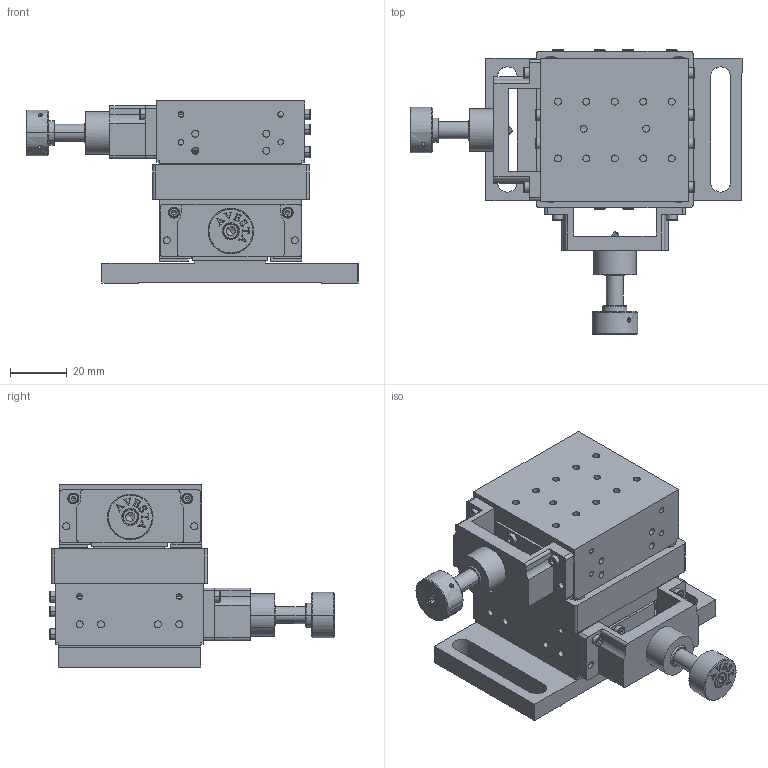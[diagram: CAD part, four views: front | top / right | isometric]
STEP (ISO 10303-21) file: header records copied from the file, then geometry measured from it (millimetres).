
FILE_DESCRIPTION(/* description */ (''),/* implementation_level */ '2;1');
FILE_NAME(/* name */ '02-2TS~2',/* time_stamp */ '2021-12-15T13:44:46+03:00',/* author */ (''),/* organization */ (''),/* preprocessor_version */ 'ST-DEVELOPER v15',/* originating_system */ '',/* authorisation */ '');
FILE_SCHEMA (('AUTOMOTIVE_DESIGN'));
Products named in the file (1): Document
Bounding box: 116.7 x 100 x 64 mm (x, y, z)
Volume: 40.2 mm3; surface area: 62066.2 mm2
Topology: 24 solids, 54 shells, 1530 faces, 4001 edges, 2547 vertices
Faces by surface type: bspline 1530
Entity records: 107662 total; most frequent: CARTESIAN_POINT 58293, B_SPLINE_CURVE_WITH_KNOTS 9426, ORIENTED_EDGE 7708, PCURVE 7708, DEFINITIONAL_REPRESENTATION 7708, SURFACE_CURVE 3913, EDGE_CURVE 3913, VERTEX_POINT 2547
